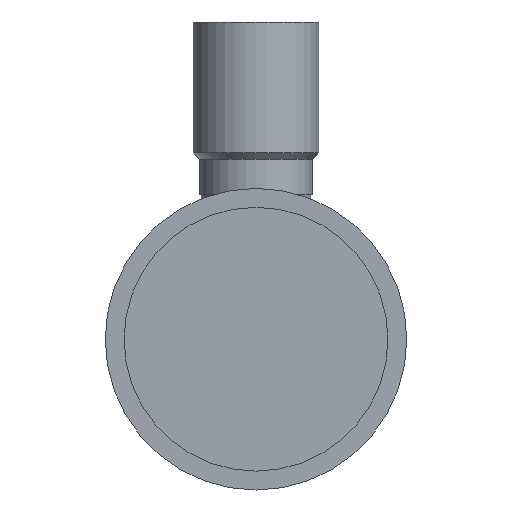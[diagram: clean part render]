
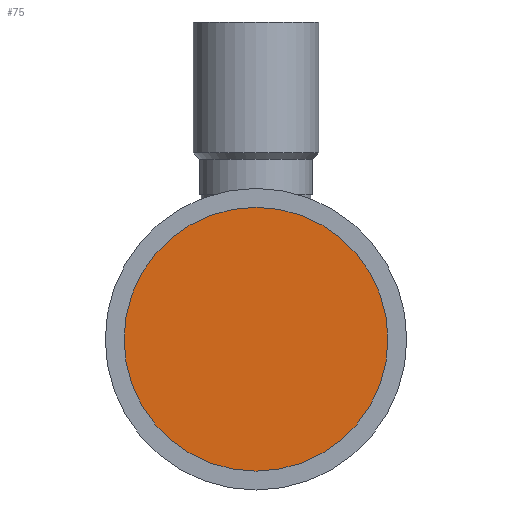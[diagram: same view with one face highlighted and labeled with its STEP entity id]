
A CAD part, front view. The second image highlights one B-rep face of the part: STEP entity #75.
In plain terms, the highlighted planar face has unit normal (0, -1, 0).
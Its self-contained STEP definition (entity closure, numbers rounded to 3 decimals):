
#75 = ADVANCED_FACE( '', ( #161 ), #162, .F. );
#161 = FACE_OUTER_BOUND( '', #242, .T. );
#162 = PLANE( '', #243 );
#242 = EDGE_LOOP( '', ( #349 ) );
#243 = AXIS2_PLACEMENT_3D( '', #350, #351, #352 );
#349 = ORIENTED_EDGE( '', *, *, #392, .F. );
#350 = CARTESIAN_POINT( '', ( 0., 30., 0. ) );
#351 = DIRECTION( '', ( 0., 1., 0. ) );
#352 = DIRECTION( '', ( 0., 0., 1. ) );
#392 = EDGE_CURVE( '', #444, #444, #445, .T. );
#444 = VERTEX_POINT( '', #499 );
#445 = CIRCLE( '', #500, 21. );
#499 = CARTESIAN_POINT( '', ( 21., 30., 0. ) );
#500 = AXIS2_PLACEMENT_3D( '', #650, #651, #652 );
#650 = CARTESIAN_POINT( '', ( 0., 30., 0. ) );
#651 = DIRECTION( '', ( 0., 1., 0. ) );
#652 = DIRECTION( '', ( 1., 0., 0. ) );
